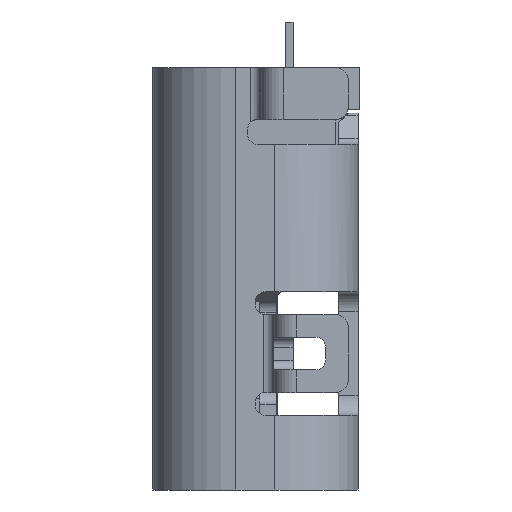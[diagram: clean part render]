
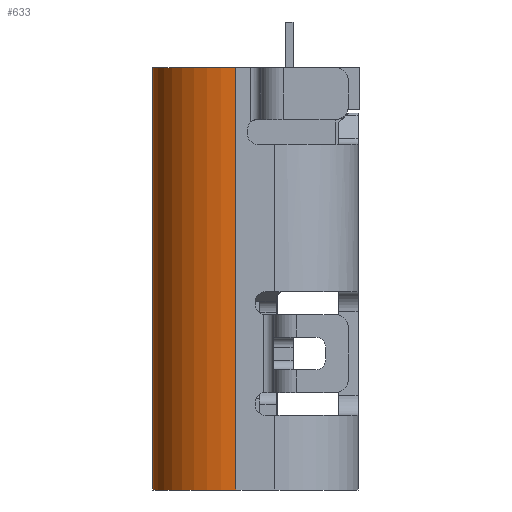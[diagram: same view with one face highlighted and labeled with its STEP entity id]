
A CAD part, left-side view. The second image highlights one B-rep face of the part: STEP entity #633.
In plain terms, the highlighted cylindrical face has radius 1.28 mm (diameter 2.56 mm), a partial arc.
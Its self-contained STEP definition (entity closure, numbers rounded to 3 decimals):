
#633=ADVANCED_FACE('',(#1935),#1936,.T.);
#1935=FACE_OUTER_BOUND('',#3435,.T.);
#1936=CYLINDRICAL_SURFACE('',#3436,1.28);
#3435=EDGE_LOOP('',(#8512,#8513,#8514,#8515));
#3436=AXIS2_PLACEMENT_3D('',#8516,#8517,#8518);
#8512=ORIENTED_EDGE('',*,*,#10798,.T.);
#8513=ORIENTED_EDGE('',*,*,#11812,.F.);
#8514=ORIENTED_EDGE('',*,*,#11710,.T.);
#8515=ORIENTED_EDGE('',*,*,#11674,.F.);
#8516=CARTESIAN_POINT('',(-3.19,-0.172,-2.1));
#8517=DIRECTION('',(0.0,0.0,1.0));
#8518=DIRECTION('',(-1.0,0.0,0.0));
#10798=EDGE_CURVE('',#13396,#13394,#13397,.T.);
#11674=EDGE_CURVE('',#13396,#14877,#14878,.T.);
#11710=EDGE_CURVE('',#14935,#14877,#14936,.T.);
#11812=EDGE_CURVE('',#14935,#13394,#15099,.T.);
#13394=VERTEX_POINT('',#17407);
#13396=VERTEX_POINT('',#17410);
#13397=LINE('',#17411,#17412);
#14877=VERTEX_POINT('',#19654);
#14878=CIRCLE('',#19655,1.28);
#14935=VERTEX_POINT('',#19740);
#14936=LINE('',#19741,#19742);
#15099=CIRCLE('',#19990,1.28);
#17407=CARTESIAN_POINT('',(-3.19,1.108,-3.6));
#17410=CARTESIAN_POINT('',(-3.19,1.108,2.9));
#17411=CARTESIAN_POINT('',(-3.19,1.108,2.9));
#17412=VECTOR('',#21755,6.5);
#19654=CARTESIAN_POINT('',(-4.47,-0.172,2.9));
#19655=AXIS2_PLACEMENT_3D('',#22985,#22986,#22987);
#19740=CARTESIAN_POINT('',(-4.47,-0.172,-3.6));
#19741=CARTESIAN_POINT('',(-4.47,-0.172,-3.6));
#19742=VECTOR('',#23044,6.5);
#19990=AXIS2_PLACEMENT_3D('',#23206,#23207,#23208);
#21755=DIRECTION('',(0.0,0.0,-1.0));
#22985=CARTESIAN_POINT('',(-3.19,-0.172,2.9));
#22986=DIRECTION('',(0.0,-0.0,1.0));
#22987=DIRECTION('',(0.,1.0,0.0));
#23044=DIRECTION('',(0.0,0.0,1.0));
#23206=CARTESIAN_POINT('',(-3.19,-0.172,-3.6));
#23207=DIRECTION('',(0.0,0.0,-1.0));
#23208=DIRECTION('',(-1.0,0.0,0.0));
